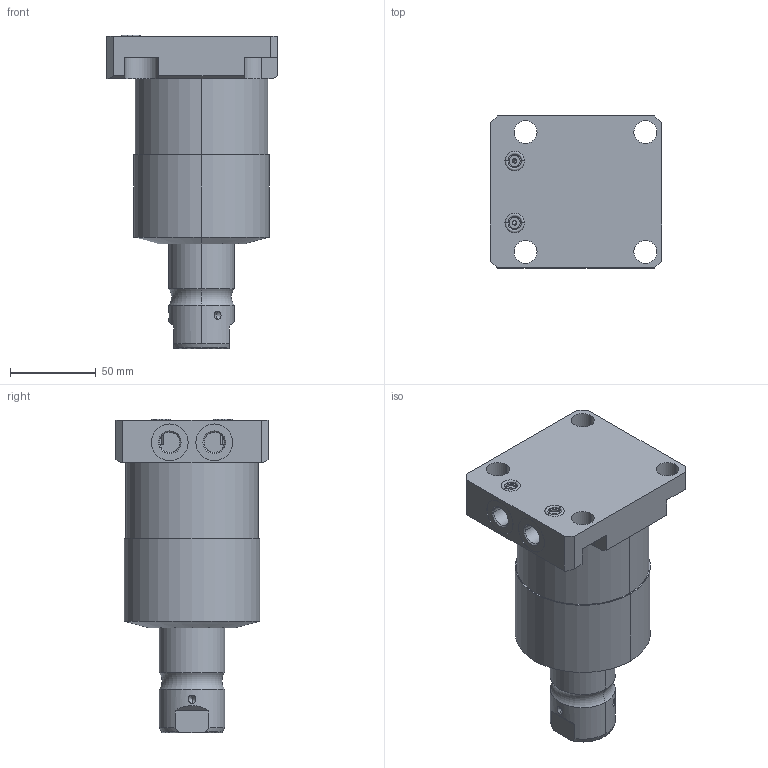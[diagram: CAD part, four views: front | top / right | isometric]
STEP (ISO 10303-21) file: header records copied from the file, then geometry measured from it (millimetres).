
FILE_DESCRIPTION((''),'2;1');
FILE_NAME('ILCM41423322','2011-11-11T',('jdw'),(''),'PRO/ENGINEER BY PARAMETRIC TECHNOLOGY CORPORATION, 2007460','PRO/ENGINEER BY PARAMETRIC TECHNOLOGY CORPORATION, 2007460','');
FILE_SCHEMA(('AUTOMOTIVE_DESIGN_CC2 { 1 2 10303 214 -1 1 5 2 }'));
Length unit declared in the file: millimetre
Products named in the file (1): ILCM41423322
Bounding box: 100 x 88.9 x 183.18 mm (x, y, z)
Volume: 715731.1 mm3; surface area: 62643 mm2
Topology: 1 solids, 2 shells, 121 faces, 309 edges, 192 vertices
Faces by surface type: cylinder 48, plane 45, cone 16, torus 12
Entity records: 3954 total; most frequent: CARTESIAN_POINT 797, DIRECTION 641, ORIENTED_EDGE 598, EDGE_CURVE 301, AXIS2_PLACEMENT_3D 244, VERTEX_POINT 192, VECTOR 153, LINE 153
